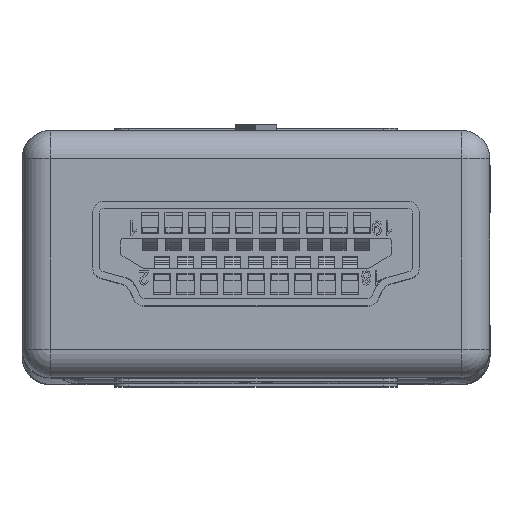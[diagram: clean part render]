
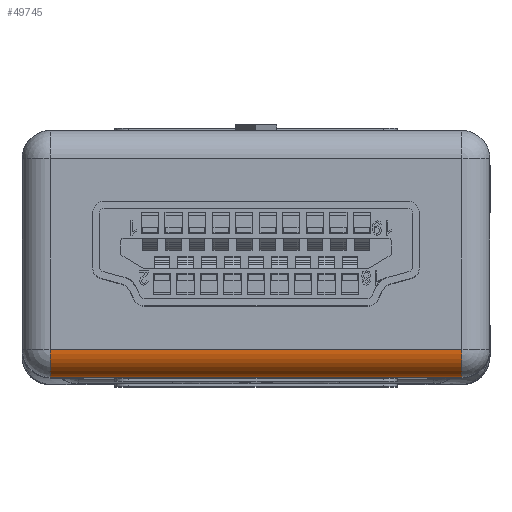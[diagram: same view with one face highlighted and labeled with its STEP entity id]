
A CAD part, top view. The second image highlights one B-rep face of the part: STEP entity #49745.
In plain terms, the highlighted cylindrical face has radius 1.2 mm (diameter 2.4 mm), a partial arc.
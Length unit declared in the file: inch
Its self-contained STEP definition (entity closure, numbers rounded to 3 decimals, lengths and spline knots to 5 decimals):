
#5784 = ORIENTED_EDGE ( 'NONE', *, *, #30134, .F. ) ;
#5785 = EDGE_LOOP ( 'NONE', ( #5812, #38815, #47910, #5784 ) ) ;
#5812 = ORIENTED_EDGE ( 'NONE', *, *, #5881, .T. ) ;
#5881 = EDGE_CURVE ( 'NONE', #30027, #66534, #21839, .T. ) ;
#6295 = CARTESIAN_POINT ( 'NONE',  ( 0.34449, 0.60039, 0.15945 ) ) ;
#7375 = DIRECTION ( 'NONE',  ( 1., 0., 0. ) ) ;
#7376 = VECTOR ( 'NONE', #7375, 39.37008 ) ;
#7388 = CARTESIAN_POINT ( 'NONE',  ( 0.39173, 0.60039, 0.15945 ) ) ;
#7389 = LINE ( 'NONE', #7388, #7376 ) ;
#7893 = CARTESIAN_POINT ( 'NONE',  ( -0.34449, 0.60039, 0.15945 ) ) ;
#21821 = CARTESIAN_POINT ( 'NONE',  ( 0.34449, 0.55315, 0.15945 ) ) ;
#21839 = CIRCLE ( 'NONE', #21921, 0.04724 ) ;
#21891 = DIRECTION ( 'NONE',  ( 0., 0., -1. ) ) ;
#21899 = DIRECTION ( 'NONE',  ( -1., 0., 0. ) ) ;
#21921 = AXIS2_PLACEMENT_3D ( 'NONE', #21821, #21899, #21891 ) ;
#30027 = VERTEX_POINT ( 'NONE', #59545 ) ;
#30036 = VERTEX_POINT ( 'NONE', #59645 ) ;
#30134 = EDGE_CURVE ( 'NONE', #30027, #30036, #59935, .T. ) ;
#38815 = ORIENTED_EDGE ( 'NONE', *, *, #69480, .F. ) ;
#47734 = EDGE_CURVE ( 'NONE', #30036, #70453, #68991, .T. ) ;
#47910 = ORIENTED_EDGE ( 'NONE', *, *, #47734, .F. ) ;
#49745 = ADVANCED_FACE ( 'NONE', ( #71722 ), #71791, .T. ) ;
#59545 = CARTESIAN_POINT ( 'NONE',  ( 0.34449, 0.55315, 0.20669 ) ) ;
#59645 = CARTESIAN_POINT ( 'NONE',  ( -0.34449, 0.55315, 0.20669 ) ) ;
#59935 = LINE ( 'NONE', #59940, #59946 ) ;
#59940 = CARTESIAN_POINT ( 'NONE',  ( -0.39173, 0.55315, 0.20669 ) ) ;
#59944 = DIRECTION ( 'NONE',  ( -1., 0., 0. ) ) ;
#59946 = VECTOR ( 'NONE', #59944, 39.37008 ) ;
#66534 = VERTEX_POINT ( 'NONE', #6295 ) ;
#68990 = CARTESIAN_POINT ( 'NONE',  ( -0.34449, 0.55315, 0.15945 ) ) ;
#68991 = CIRCLE ( 'NONE', #69000, 0.04724 ) ;
#69000 = AXIS2_PLACEMENT_3D ( 'NONE', #68990, #69051, #69050 ) ;
#69050 = DIRECTION ( 'NONE',  ( 0., 0., 1. ) ) ;
#69051 = DIRECTION ( 'NONE',  ( -1., 0., 0. ) ) ;
#69480 = EDGE_CURVE ( 'NONE', #70453, #66534, #7389, .T. ) ;
#70453 = VERTEX_POINT ( 'NONE', #7893 ) ;
#71722 = FACE_OUTER_BOUND ( 'NONE', #5785, .T. ) ;
#71782 = DIRECTION ( 'NONE',  ( 0., 0., 1. ) ) ;
#71783 = DIRECTION ( 'NONE',  ( -1., 0., 0. ) ) ;
#71790 = AXIS2_PLACEMENT_3D ( 'NONE', #71798, #71783, #71782 ) ;
#71791 = CYLINDRICAL_SURFACE ( 'NONE', #71790, 0.04724 ) ;
#71798 = CARTESIAN_POINT ( 'NONE',  ( -0.39173, 0.55315, 0.15945 ) ) ;
